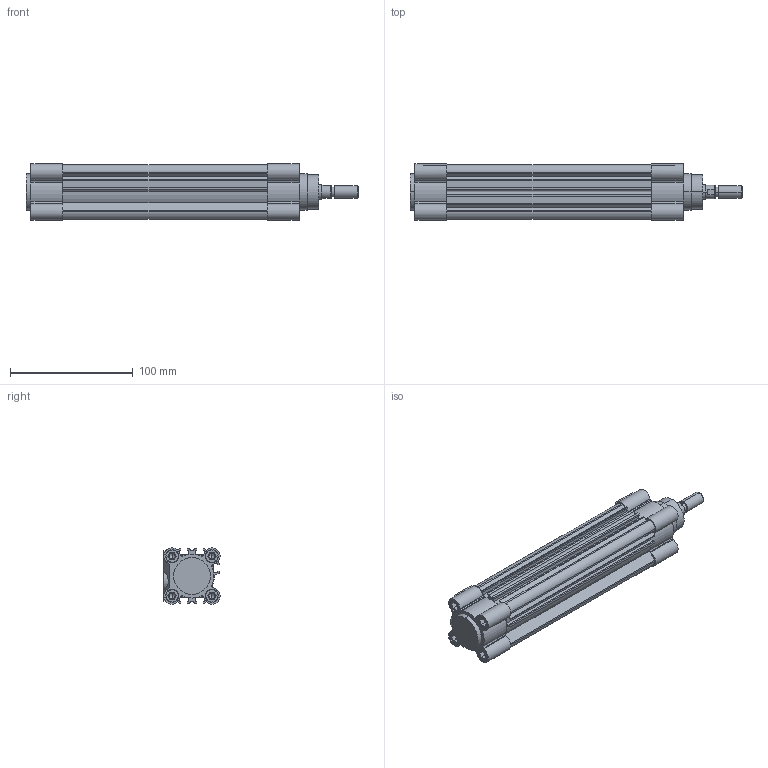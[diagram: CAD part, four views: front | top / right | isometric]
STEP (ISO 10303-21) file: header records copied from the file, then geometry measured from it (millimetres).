
FILE_DESCRIPTION (( 'STEP AP203' ), '1' );
FILE_NAME ('G32M125MD-MC.step', '2016-02-17T19:59:10', ( '' ), ( '' ), 'SwSTEP 2.0', 'SolidWorks 2015', '' );
FILE_SCHEMA (( 'CONFIG_CONTROL_DESIGN' ));
Length unit declared in the file: inch
Products named in the file (5): _32121-HR; _32121125-R; G32M125MD-MC; _32-HL; _32-125-73.5-B
Assembly tree (4 placements, depth 2):
  G32M125MD-MC
    _32-HL
    _32-125-73.5-B
    _32121-HR
    _32121125-R
Bounding box: 271 x 45.99 x 45.99 mm (x, y, z)
Volume: 292502 mm3; surface area: 107198.4 mm2
Topology: 4 solids, 4 shells, 411 faces, 1020 edges, 634 vertices
Faces by surface type: plane 229, cylinder 138, cone 44
Entity records: 12551 total; most frequent: DIRECTION 2170, CARTESIAN_POINT 2092, ORIENTED_EDGE 2000, EDGE_CURVE 1000, AXIS2_PLACEMENT_3D 760, VECTOR 650, LINE 650, VERTEX_POINT 634
